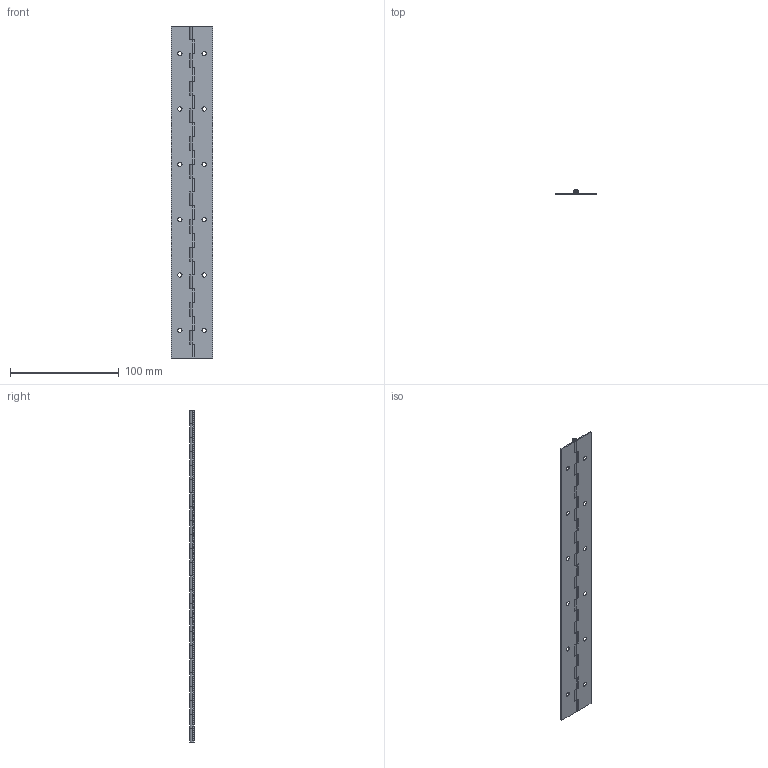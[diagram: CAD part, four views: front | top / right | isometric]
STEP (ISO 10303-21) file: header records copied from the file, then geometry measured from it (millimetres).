
FILE_DESCRIPTION(('HOOPS Exchange Step'),'2;1');
FILE_NAME('d8a0a3785ad3c1efcc467819ab708f7320200328-3317-ycpllz.SLDPRT.step','2020-03-28T05:28:04+00:00',('converter2'),('Unknown organisation'),'HOOPS Exchange 2019.2','HOOPS Exchange','Unknown authorisation');
FILE_SCHEMA( ('AUTOMOTIVE_DESIGN { 1 0 10303 214 1 1 1 1 }') );
Length unit declared in the file: inch
Products named in the file (2): 1569A1; d8a0a3785ad3c1efcc467819ab708f7320200328-3317-ycpllz
Assembly tree (1 placements, depth 2):
  d8a0a3785ad3c1efcc467819ab708f7320200328-3317-ycpllz
    1569A1
Bounding box: 38.1 x 4.41 x 304.8 mm (x, y, z)
Volume: 14950.9 mm3; surface area: 31124.5 mm2
Topology: 3 solids, 3 shells, 216 faces, 632 edges, 422 vertices
Faces by surface type: plane 106, cylinder 97, cone 13
Full cylindrical faces by diameter (mm): 2.381 x1
Entity records: 7331 total; most frequent: DIRECTION 1292, CARTESIAN_POINT 1273, ORIENTED_EDGE 1264, EDGE_CURVE 632, AXIS2_PLACEMENT_3D 441, VERTEX_POINT 422, VECTOR 410, LINE 410
